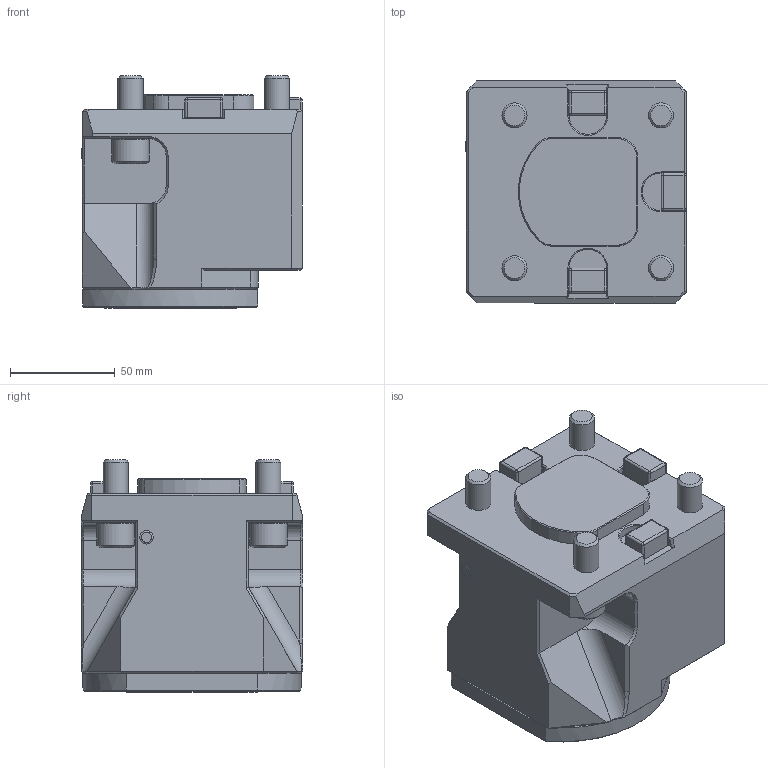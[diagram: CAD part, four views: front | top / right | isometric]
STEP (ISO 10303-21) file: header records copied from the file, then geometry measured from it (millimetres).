
FILE_DESCRIPTION(/* description */ (''),/* implementation_level */ '2;1');
FILE_NAME(/* name */ '1617019689498.stp',/* time_stamp */ '2021-03-29T14:08:16+02:00',/* author */ (''),/* organization */ ('SMS'),/* preprocessor_version */ 'ST-DEVELOPER v16.7',/* originating_system */ 'SIEMENS PLM Software NX 12.0',/* authorisation */ '');
FILE_SCHEMA (('AUTOMOTIVE_DESIGN { 1 0 10303 214 3 1 1 1 }'));
Length unit declared in the file: millimetre
Products named in the file (1): 203454051mod000_00
Bounding box: 105.25 x 106 x 111 mm (x, y, z)
Volume: 843364.8 mm3; surface area: 80480.8 mm2
Topology: 1 solids, 2 shells, 267 faces, 673 edges, 402 vertices
Faces by surface type: plane 162, cylinder 61, cone 25, sphere 13, bspline 5, torus 1
Full cylindrical faces by diameter (mm): 4 x1, 12 x4, 18 x2, 38.25 x1, 48.5 x1, 63 x1
Entity records: 8096 total; most frequent: CARTESIAN_POINT 1840, DIRECTION 1291, ORIENTED_EDGE 1264, EDGE_CURVE 632, AXIS2_PLACEMENT_3D 441, LINE 409, VECTOR 409, VERTEX_POINT 391
